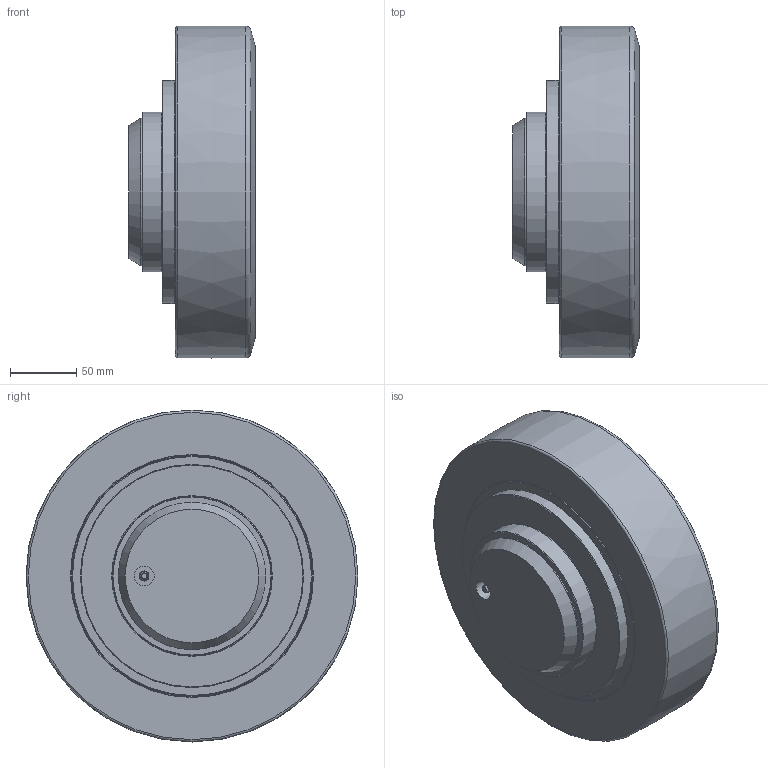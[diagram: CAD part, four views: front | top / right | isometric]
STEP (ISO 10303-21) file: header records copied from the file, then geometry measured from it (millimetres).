
FILE_DESCRIPTION(/* description */ ('-'),/* implementation_level */ '2;1');
FILE_NAME(/* name */ 'ALFATEC_MR250-0410.stp',/* time_stamp */ '2021-02-10T08:55:56+01:00',/* author */ ('kstaebler'),/* organization */ (''),/* preprocessor_version */ 'ST-DEVELOPER v18.1',/* originating_system */ 'Autodesk Inventor 2020',/* authorisation */ '');
FILE_SCHEMA (('AUTOMOTIVE_DESIGN { 1 0 10303 214 3 1 1 }'));
Length unit declared in the file: millimetre
Products named in the file (1): MR 250.0410_Kontur
Bounding box: 95 x 249.98 x 250 mm (x, y, z)
Volume: 3380085.6 mm3; surface area: 183581.6 mm2
Topology: 1 solids, 1 shells, 119 faces, 310 edges, 215 vertices
Faces by surface type: plane 67, cone 28, cylinder 16, torus 6, bspline 1, sphere 1
Full cylindrical faces by diameter (mm): 15 x1, 19.5 x6, 111 x1, 120 x1, 168 x3, 181 x2, 182 x2
Entity records: 3926 total; most frequent: CARTESIAN_POINT 717, DIRECTION 660, ORIENTED_EDGE 616, EDGE_CURVE 308, AXIS2_PLACEMENT_3D 257, VERTEX_POINT 215, LINE 146, VECTOR 146
